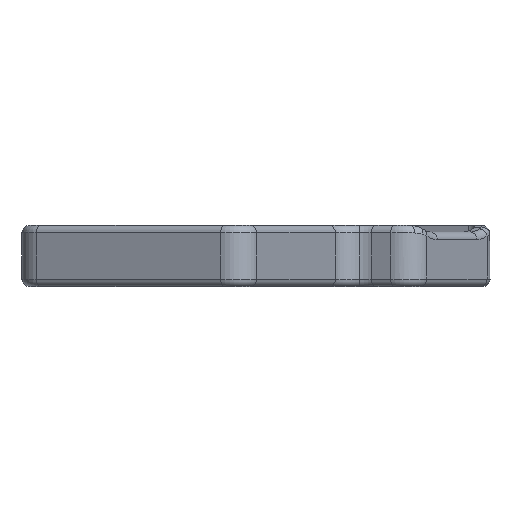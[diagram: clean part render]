
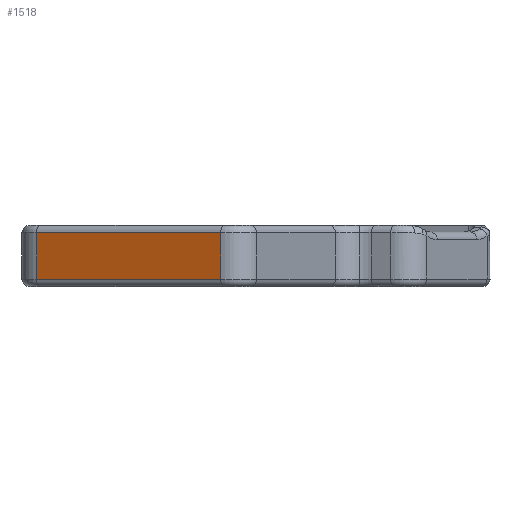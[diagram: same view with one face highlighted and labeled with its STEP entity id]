
A CAD part, left-side view. The second image highlights one B-rep face of the part: STEP entity #1518.
In plain terms, the highlighted planar face has unit normal (-0.889, 0.457, 0).
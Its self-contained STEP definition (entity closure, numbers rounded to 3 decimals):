
#1479=CARTESIAN_POINT('',(-98.912,46.427,-7.));
#1480=DIRECTION('',(-0.889,0.457,0.));
#1481=DIRECTION('',(-0.457,-0.889,0.));
#1482=AXIS2_PLACEMENT_3D('',#1479,#1480,#1481);
#1483=PLANE('',#1482);
#1484=CARTESIAN_POINT('',(-108.968,26.86,-5.4));
#1485=VERTEX_POINT('',#1484);
#1486=CARTESIAN_POINT('',(-108.968,26.86,4.4));
#1487=VERTEX_POINT('',#1486);
#1488=CARTESIAN_POINT('',(-108.968,26.86,-5.4));
#1489=DIRECTION('',(0.,0.,1.));
#1490=VECTOR('',#1489,9.8);
#1491=LINE('',#1488,#1490);
#1492=EDGE_CURVE('',#1485,#1487,#1491,.T.);
#1493=ORIENTED_EDGE('',*,*,#1492,.T.);
#1494=CARTESIAN_POINT('',(-88.856,65.994,4.4));
#1495=VERTEX_POINT('',#1494);
#1496=CARTESIAN_POINT('',(-108.968,26.86,4.4));
#1497=DIRECTION('',(0.457,0.889,-0.));
#1498=VECTOR('',#1497,44.);
#1499=LINE('',#1496,#1498);
#1500=EDGE_CURVE('',#1487,#1495,#1499,.T.);
#1501=ORIENTED_EDGE('',*,*,#1500,.T.);
#1502=CARTESIAN_POINT('',(-88.856,65.994,-5.4));
#1503=VERTEX_POINT('',#1502);
#1504=CARTESIAN_POINT('',(-88.856,65.994,-5.4));
#1505=DIRECTION('',(0.,0.,1.));
#1506=VECTOR('',#1505,9.8);
#1507=LINE('',#1504,#1506);
#1508=EDGE_CURVE('',#1503,#1495,#1507,.T.);
#1509=ORIENTED_EDGE('',*,*,#1508,.F.);
#1510=CARTESIAN_POINT('',(-88.856,65.994,-5.4));
#1511=DIRECTION('',(-0.457,-0.889,0.));
#1512=VECTOR('',#1511,44.);
#1513=LINE('',#1510,#1512);
#1514=EDGE_CURVE('',#1503,#1485,#1513,.T.);
#1515=ORIENTED_EDGE('',*,*,#1514,.T.);
#1516=EDGE_LOOP('',(#1493,#1501,#1509,#1515));
#1517=FACE_BOUND('',#1516,.T.);
#1518=ADVANCED_FACE('',(#1517),#1483,.T.);
